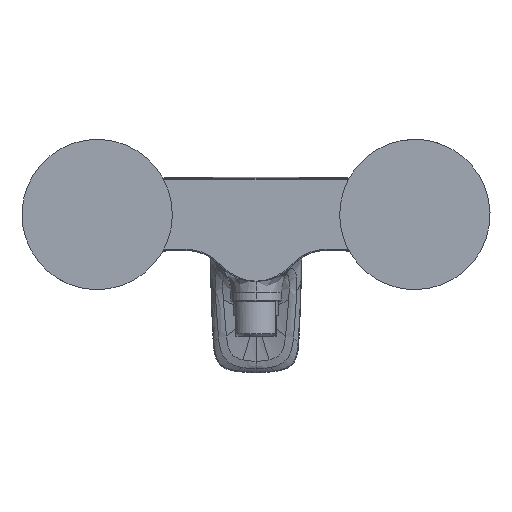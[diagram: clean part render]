
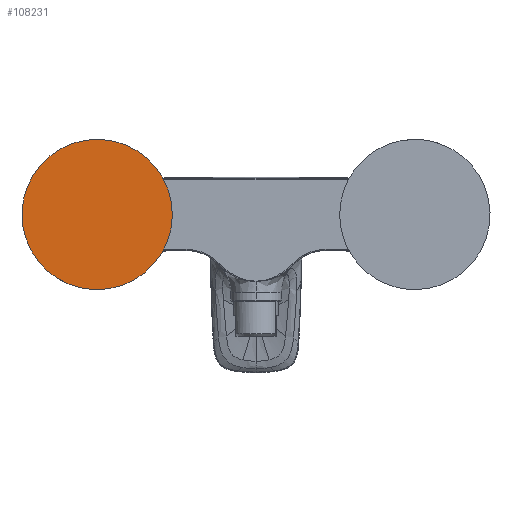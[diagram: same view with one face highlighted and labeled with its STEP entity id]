
A CAD part, left-side view. The second image highlights one B-rep face of the part: STEP entity #108231.
In plain terms, the highlighted planar face has unit normal (-1, 0, 0).
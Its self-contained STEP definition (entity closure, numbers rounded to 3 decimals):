
#107991=CARTESIAN_POINT(' ',(-25.,31.154,17.02));
#107992=VERTEX_POINT(' ',#107991);
#108006=CARTESIAN_POINT(' ',(-25.,0.,0.));
#108011=DIRECTION(' ',(1.,0.,0.));
#108016=DIRECTION(' ',(0.,0.878,0.479));
#108021=AXIS2_PLACEMENT_3D(' ',#108006,#108011,#108016);
#108026=CIRCLE('',#108021,35.5);
#108031=CARTESIAN_POINT(' ',(-25.,-31.154,-17.02));
#108032=VERTEX_POINT(' ',#108031);
#108036=EDGE_CURVE(' ',#107992,#108032,#108026,.T.);
#108126=CARTESIAN_POINT(' ',(-25.,0.,0.));
#108131=DIRECTION(' ',(1.,0.,-0.));
#108136=DIRECTION(' ',(0.,-0.878,-0.479));
#108141=AXIS2_PLACEMENT_3D(' ',#108126,#108131,#108136);
#108146=CIRCLE('',#108141,35.5);
#108151=EDGE_CURVE(' ',#108032,#107992,#108146,.T.);
#108186=DIRECTION(' ',(-1.,0.,0.));
#108191=CARTESIAN_POINT(' ',(-25.,-35.551,-35.64));
#108196=DIRECTION(' ',(0.,0.,1.));
#108201=AXIS2_PLACEMENT_3D(' ',#108191,#108186,#108196);
#108206=PLANE('',#108201);
#108211=ORIENTED_EDGE(' ',*,*,#108036,.F.);
#108216=ORIENTED_EDGE(' ',*,*,#108151,.F.);
#108221=EDGE_LOOP(' ',(#108211,#108216));
#108226=FACE_OUTER_BOUND(' ',#108221,.T.);
#108231=ADVANCED_FACE('',(#108226),#108206,.T.);
